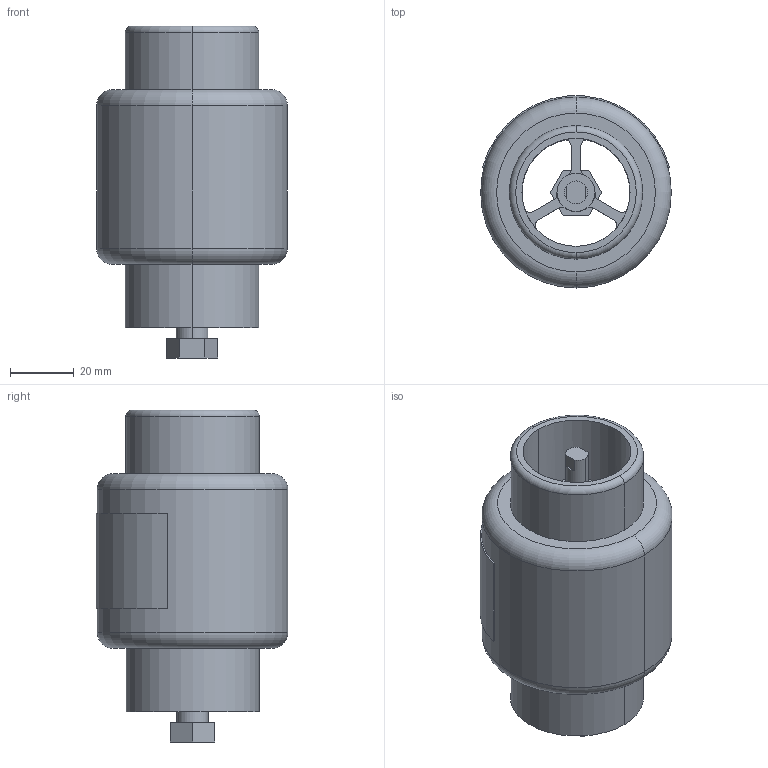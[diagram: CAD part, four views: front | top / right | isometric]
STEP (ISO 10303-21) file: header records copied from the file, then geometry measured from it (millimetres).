
FILE_DESCRIPTION((''),'2;1');
FILE_NAME('MD-001685_ASM','2015-06-16T',('rnennstiel'),('vacuvane vacuum technology gmbh'),'PRO/ENGINEER BY PARAMETRIC TECHNOLOGY CORPORATION, 2010140','PRO/ENGINEER BY PARAMETRIC TECHNOLOGY CORPORATION, 2010140','');
FILE_SCHEMA(('AUTOMOTIVE_DESIGN_CC2 { 1 2 10303 214 -1 1 5 2 }'));
Length unit declared in the file: millimetre
Products named in the file (4): MD-001686; TYPENSCHILD_VAC0_125; MD-001687; MD-001685_ASM
Assembly tree (3 placements, depth 2):
  MD-001685_ASM
    MD-001686
    TYPENSCHILD_VAC0_125
    MD-001687
Bounding box: 60 x 60.38 x 104.5 mm (x, y, z)
Volume: 113017.8 mm3; surface area: 43148.2 mm2
Topology: 3 solids, 3 shells, 79 faces, 197 edges, 129 vertices
Faces by surface type: cylinder 36, plane 35, torus 8
Entity records: 3385 total; most frequent: DIRECTION 473, CARTESIAN_POINT 412, ORIENTED_EDGE 394, COLOUR_RGB 306, EDGE_CURVE 197, AXIS2_PLACEMENT_3D 190, PRESENTATION_STYLE_ASSIGNMENT 188, STYLED_ITEM 188
